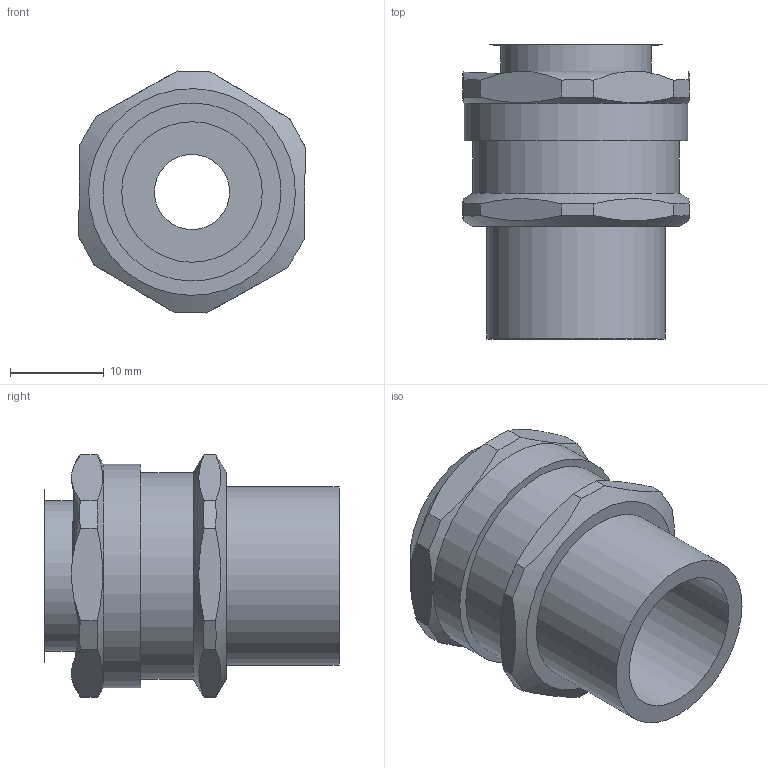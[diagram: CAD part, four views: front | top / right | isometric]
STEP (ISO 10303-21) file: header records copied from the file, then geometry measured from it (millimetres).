
FILE_DESCRIPTION(/* description */ (''),/* implementation_level */ '2;1');
FILE_NAME(/* name */ '',/* time_stamp */ '2025-10-03T15:36:47+07:00',/* author */ ('zeta-72'),/* organization */ (''),/* preprocessor_version */ 'ST-DEVELOPER v19.2',/* originating_system */ 'Autodesk Inventor 2024',/* authorisation */ '');
FILE_SCHEMA (('AUTOMOTIVE_DESIGN { 1 0 10303 214 3 1 1 }'));
Length unit declared in the file: millimetre
Products named in the file (1): Сборка МВВ-G
 3)8-МР10_Упростить_1
Bounding box: 24.12 x 31.3 x 25.75 mm (x, y, z)
Volume: 6396.6 mm3; surface area: 5311.3 mm2
Topology: 1 solids, 1 shells, 42 faces, 103 edges, 68 vertices
Faces by surface type: plane 31, cylinder 7, cone 4
Full cylindrical faces by diameter (mm): 8 x1, 9.6 x1, 14.95 x1, 16 x1, 18.95 x1, 22 x1, 23.8 x1
Entity records: 1279 total; most frequent: CARTESIAN_POINT 318, ORIENTED_EDGE 206, DIRECTION 153, EDGE_CURVE 103, VERTEX_POINT 68, AXIS2_PLACEMENT_3D 59, EDGE_LOOP 49, FACE_OUTER_BOUND 42
